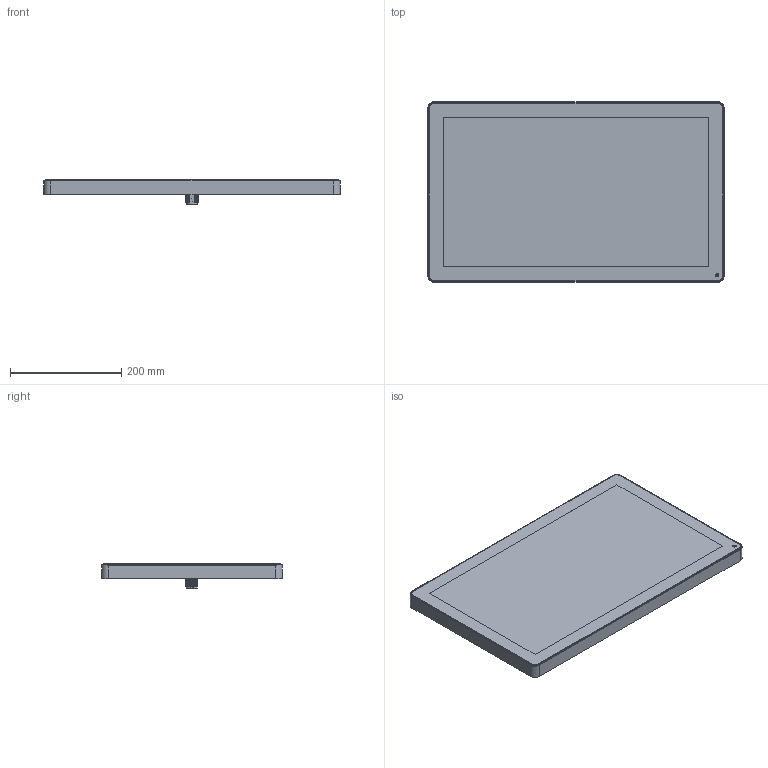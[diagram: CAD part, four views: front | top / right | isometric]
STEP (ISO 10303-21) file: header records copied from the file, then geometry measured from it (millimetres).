
FILE_DESCRIPTION (( 'STEP AP203' ), '1' );
FILE_NAME ('JSmart721 for customers.STEP', '2020-08-21T08:29:12', ( '' ), ( '' ), 'SwSTEP 2.0', 'SolidWorks 2020', '' );
FILE_SCHEMA (( 'CONFIG_CONTROL_DESIGN' ));
Products named in the file (1): JSmart721 for customers
Bounding box: 534.1 x 325.6 x 43.45 mm (x, y, z)
Volume: 4600366 mm3; surface area: 404307.5 mm2
Topology: 1 solids, 7 shells, 504 faces, 1313 edges, 842 vertices
Faces by surface type: plane 299, cylinder 129, bspline 58, cone 18
Entity records: 32796 total; most frequent: CARTESIAN_POINT 21248, ORIENTED_EDGE 2626, DIRECTION 2053, EDGE_CURVE 1313, LINE 895, VECTOR 895, VERTEX_POINT 842, AXIS2_PLACEMENT_3D 579
